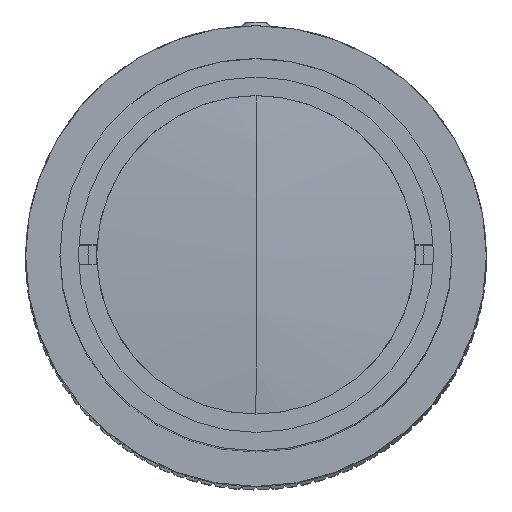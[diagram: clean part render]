
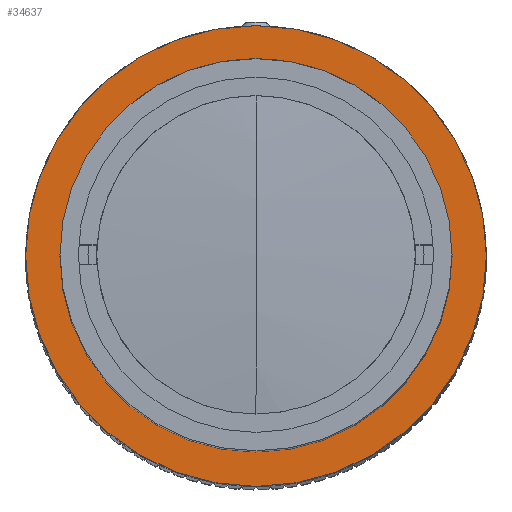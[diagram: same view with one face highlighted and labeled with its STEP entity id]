
A CAD part, top view. The second image highlights one B-rep face of the part: STEP entity #34637.
In plain terms, the highlighted planar face has unit normal (0, 0, 1).
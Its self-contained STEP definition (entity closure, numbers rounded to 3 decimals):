
#579 = CIRCLE ( 'NONE', #38837, 23.5 ) ;
#2675 = CARTESIAN_POINT ( 'NONE',  ( 0., 0., -22. ) ) ;
#3025 = CARTESIAN_POINT ( 'NONE',  ( 0., 0., -22. ) ) ;
#3816 = ORIENTED_EDGE ( 'NONE', *, *, #38190, .T. ) ;
#5140 = VERTEX_POINT ( 'NONE', #62788 ) ;
#6007 = EDGE_CURVE ( 'NONE', #22901, #5140, #72361, .T. ) ;
#7053 = PLANE ( 'NONE',  #85750 ) ;
#12290 = ORIENTED_EDGE ( 'NONE', *, *, #6007, .F. ) ;
#13822 = DIRECTION ( 'NONE',  ( 0., 0., 1. ) ) ;
#16104 = CIRCLE ( 'NONE', #65599, 20. ) ;
#16696 = ORIENTED_EDGE ( 'NONE', *, *, #48464, .F. ) ;
#19668 = DIRECTION ( 'NONE',  ( 1., 0., 0. ) ) ;
#20927 = CARTESIAN_POINT ( 'NONE',  ( 0., 0., -22. ) ) ;
#22901 = VERTEX_POINT ( 'NONE', #77554 ) ;
#25611 = DIRECTION ( 'NONE',  ( 1., 0., 0. ) ) ;
#25992 = CARTESIAN_POINT ( 'NONE',  ( 23.5, 0., -22. ) ) ;
#28405 = CARTESIAN_POINT ( 'NONE',  ( -23.5, 0., -22. ) ) ;
#28887 = DIRECTION ( 'NONE',  ( 0., 0., 1. ) ) ;
#30122 = DIRECTION ( 'NONE',  ( 0., 0., 1. ) ) ;
#32661 = VERTEX_POINT ( 'NONE', #28405 ) ;
#34142 = CARTESIAN_POINT ( 'NONE',  ( 0., 20., -22. ) ) ;
#34637 = ADVANCED_FACE ( 'NONE', ( #47422, #40333 ), #7053, .F. ) ;
#36746 = VERTEX_POINT ( 'NONE', #25992 ) ;
#38190 = EDGE_CURVE ( 'NONE', #32661, #36746, #579, .T. ) ;
#38837 = AXIS2_PLACEMENT_3D ( 'NONE', #20927, #13822, #60339 ) ;
#40333 = FACE_OUTER_BOUND ( 'NONE', #81159, .T. ) ;
#42187 = DIRECTION ( 'NONE',  ( 1., 0., 0. ) ) ;
#46423 = AXIS2_PLACEMENT_3D ( 'NONE', #3025, #30122, #25611 ) ;
#47422 = FACE_BOUND ( 'NONE', #53044, .T. ) ;
#48464 = EDGE_CURVE ( 'NONE', #5140, #22901, #16104, .T. ) ;
#53044 = EDGE_LOOP ( 'NONE', ( #12290, #16696 ) ) ;
#53603 = DIRECTION ( 'NONE',  ( 0., 0., -1. ) ) ;
#58071 = ORIENTED_EDGE ( 'NONE', *, *, #59336, .T. ) ;
#58228 = AXIS2_PLACEMENT_3D ( 'NONE', #2675, #28887, #42187 ) ;
#59336 = EDGE_CURVE ( 'NONE', #36746, #32661, #84581, .T. ) ;
#60339 = DIRECTION ( 'NONE',  ( 1., 0., 0. ) ) ;
#62788 = CARTESIAN_POINT ( 'NONE',  ( -20., 0., -22. ) ) ;
#65599 = AXIS2_PLACEMENT_3D ( 'NONE', #80340, #86091, #19668 ) ;
#72361 = CIRCLE ( 'NONE', #58228, 20. ) ;
#73499 = DIRECTION ( 'NONE',  ( -1., 0., 0. ) ) ;
#77554 = CARTESIAN_POINT ( 'NONE',  ( 20., 0., -22. ) ) ;
#80340 = CARTESIAN_POINT ( 'NONE',  ( 0., 0., -22. ) ) ;
#81159 = EDGE_LOOP ( 'NONE', ( #58071, #3816 ) ) ;
#84581 = CIRCLE ( 'NONE', #46423, 23.5 ) ;
#85750 = AXIS2_PLACEMENT_3D ( 'NONE', #34142, #53603, #73499 ) ;
#86091 = DIRECTION ( 'NONE',  ( 0., 0., 1. ) ) ;
